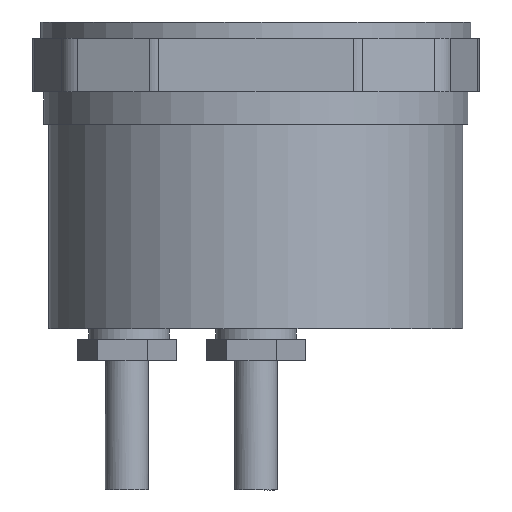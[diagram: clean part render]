
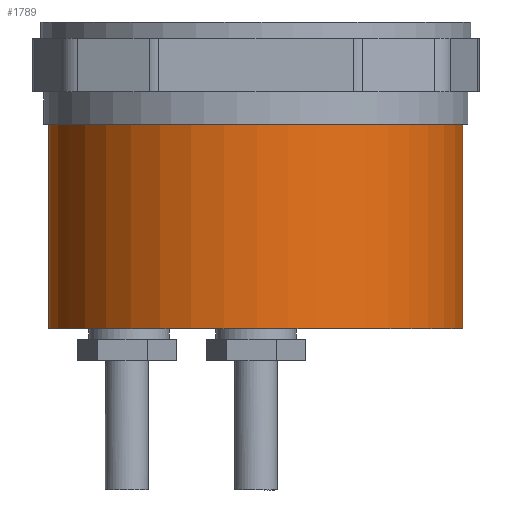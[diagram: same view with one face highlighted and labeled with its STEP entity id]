
A CAD part, front view. The second image highlights one B-rep face of the part: STEP entity #1789.
In plain terms, the highlighted free-form (B-spline) face has degree [2, 1] with [7, 2] control points.
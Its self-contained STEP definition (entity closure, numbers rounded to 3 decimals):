
#479 = EDGE_CURVE('',#480,#480,#482,.T.);
#480 = VERTEX_POINT('',#481);
#481 = CARTESIAN_POINT('',(-53.401,0.,-61.03));
#482 = ( BOUNDED_CURVE() B_SPLINE_CURVE(2,(#483,#484,#485,#486,#487,#488
,#489),.UNSPECIFIED.,.T.,.F.) B_SPLINE_CURVE_WITH_KNOTS((1,2,2,2,2,1),(
    -2.094,0.,2.094,4.189,6.283,
8.378),.UNSPECIFIED.) CURVE() GEOMETRIC_REPRESENTATION_ITEM() 
RATIONAL_B_SPLINE_CURVE((1.,0.5,1.,0.5,1.,0.5,1.)) REPRESENTATION_ITEM(
  '') );
#483 = CARTESIAN_POINT('',(-53.401,0.,-61.03));
#484 = CARTESIAN_POINT('',(-53.401,92.493,
    -61.03));
#485 = CARTESIAN_POINT('',(26.701,46.247,
    -61.03));
#486 = CARTESIAN_POINT('',(106.802,0.,
    -61.03));
#487 = CARTESIAN_POINT('',(26.701,-46.247,
    -61.03));
#488 = CARTESIAN_POINT('',(-53.401,-92.493,
    -61.03));
#489 = CARTESIAN_POINT('',(-53.401,0.,-61.03));
#1789 = ADVANCED_FACE('',(#1790),#1811,.T.);
#1790 = FACE_BOUND('',#1791,.T.);
#1791 = EDGE_LOOP('',(#1792,#1804,#1809,#1810));
#1792 = ORIENTED_EDGE('',*,*,#1793,.T.);
#1793 = EDGE_CURVE('',#1794,#1794,#1796,.T.);
#1794 = VERTEX_POINT('',#1795);
#1795 = CARTESIAN_POINT('',(-53.401,0.,-8.322));
#1796 = ( BOUNDED_CURVE() B_SPLINE_CURVE(2,(#1797,#1798,#1799,#1800,
#1801,#1802,#1803),.UNSPECIFIED.,.T.,.F.) B_SPLINE_CURVE_WITH_KNOTS((1,2
    ,2,2,2,1),(-2.094,0.,2.094,4.189,
6.283,8.378),.UNSPECIFIED.) CURVE() 
GEOMETRIC_REPRESENTATION_ITEM() RATIONAL_B_SPLINE_CURVE((1.,0.5,1.,0.5,
1.,0.5,1.)) REPRESENTATION_ITEM('') );
#1797 = CARTESIAN_POINT('',(-53.401,0.,-8.322));
#1798 = CARTESIAN_POINT('',(-53.401,92.493,
    -8.322));
#1799 = CARTESIAN_POINT('',(26.701,46.247,
    -8.322));
#1800 = CARTESIAN_POINT('',(106.802,0.,
    -8.322));
#1801 = CARTESIAN_POINT('',(26.701,-46.247,
    -8.322));
#1802 = CARTESIAN_POINT('',(-53.401,-92.493,
    -8.322));
#1803 = CARTESIAN_POINT('',(-53.401,0.,-8.322));
#1804 = ORIENTED_EDGE('',*,*,#1805,.T.);
#1805 = EDGE_CURVE('',#1794,#480,#1806,.T.);
#1806 = B_SPLINE_CURVE_WITH_KNOTS('',1,(#1807,#1808),.UNSPECIFIED.,.F.,
  .F.,(2,2),(6.,44.),.PIECEWISE_BEZIER_KNOTS.);
#1807 = CARTESIAN_POINT('',(-53.401,0.,-8.322));
#1808 = CARTESIAN_POINT('',(-53.401,0.,-61.03));
#1809 = ORIENTED_EDGE('',*,*,#479,.F.);
#1810 = ORIENTED_EDGE('',*,*,#1805,.F.);
#1811 = ( BOUNDED_SURFACE() B_SPLINE_SURFACE(2,1,(
    (#1812,#1813)
    ,(#1814,#1815)
    ,(#1816,#1817)
    ,(#1818,#1819)
    ,(#1820,#1821)
    ,(#1822,#1823)
    ,(#1824,#1825
)),.UNSPECIFIED.,.T.,.F.,.F.) B_SPLINE_SURFACE_WITH_KNOTS((1,2,2,2,2,1),
  (2,2),(-2.094,0.,2.094,4.189,6.283,
    8.378),(6.,44.),.UNSPECIFIED.) 
GEOMETRIC_REPRESENTATION_ITEM() RATIONAL_B_SPLINE_SURFACE((
    (1.,1.)
    ,(0.5,0.5)
    ,(1.,1.)
    ,(0.5,0.5)
    ,(1.,1.)
    ,(0.5,0.5)
,(1.,1.))) REPRESENTATION_ITEM('') SURFACE() );
#1812 = CARTESIAN_POINT('',(-53.401,0.,-8.322));
#1813 = CARTESIAN_POINT('',(-53.401,0.,-61.03));
#1814 = CARTESIAN_POINT('',(-53.401,92.493,
    -8.322));
#1815 = CARTESIAN_POINT('',(-53.401,92.493,
    -61.03));
#1816 = CARTESIAN_POINT('',(26.701,46.247,
    -8.322));
#1817 = CARTESIAN_POINT('',(26.701,46.247,
    -61.03));
#1818 = CARTESIAN_POINT('',(106.802,0.,
    -8.322));
#1819 = CARTESIAN_POINT('',(106.802,0.,
    -61.03));
#1820 = CARTESIAN_POINT('',(26.701,-46.247,
    -8.322));
#1821 = CARTESIAN_POINT('',(26.701,-46.247,
    -61.03));
#1822 = CARTESIAN_POINT('',(-53.401,-92.493,
    -8.322));
#1823 = CARTESIAN_POINT('',(-53.401,-92.493,
    -61.03));
#1824 = CARTESIAN_POINT('',(-53.401,0.,-8.322));
#1825 = CARTESIAN_POINT('',(-53.401,0.,-61.03));
